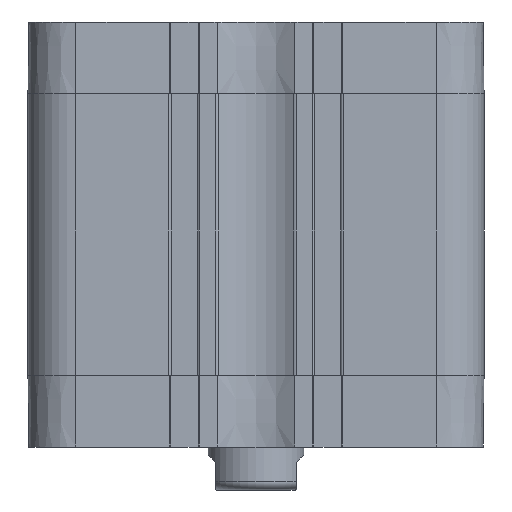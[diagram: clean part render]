
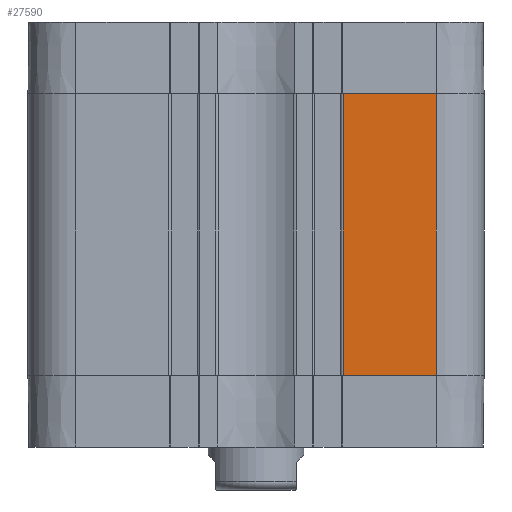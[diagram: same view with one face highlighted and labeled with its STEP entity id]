
A CAD part, front view. The second image highlights one B-rep face of the part: STEP entity #27590.
In plain terms, the highlighted planar face has unit normal (0, -1, 0).
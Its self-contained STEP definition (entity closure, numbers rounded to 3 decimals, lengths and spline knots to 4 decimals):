
#2705=LINE($,#54124,#4744);
#2758=LINE($,#54344,#4797);
#2785=LINE($,#54454,#4824);
#2787=LINE($,#54457,#4826);
#4744=VECTOR($,#32913,1.95);
#4797=VECTOR($,#33088,1.95);
#4824=VECTOR($,#33175,5.9);
#4826=VECTOR($,#33179,5.9);
#5445=PLANE($,#28848);
#7551=FACE_OUTER_BOUND($,#9295,.T.);
#9295=EDGE_LOOP($,(#25518,#25519,#25520,#25521));
#13532=VERTEX_POINT($,#54121);
#13533=VERTEX_POINT($,#54123);
#13638=VERTEX_POINT($,#54341);
#13639=VERTEX_POINT($,#54343);
#17498=EDGE_CURVE($,#13532,#13533,#2705,.T.);
#17609=EDGE_CURVE($,#13639,#13638,#2758,.T.);
#17665=EDGE_CURVE($,#13533,#13638,#2785,.T.);
#17667=EDGE_CURVE($,#13532,#13639,#2787,.T.);
#25518=ORIENTED_EDGE($,*,*,#17665,.F.);
#25519=ORIENTED_EDGE($,*,*,#17498,.F.);
#25520=ORIENTED_EDGE($,*,*,#17667,.T.);
#25521=ORIENTED_EDGE($,*,*,#17609,.T.);
#27590=ADVANCED_FACE($,(#7551),#5445,.T.);
#28848=AXIS2_PLACEMENT_3D($,#54456,#33177,#33178);
#32913=DIRECTION($,(-1.,0.,0.));
#33088=DIRECTION($,(-1.,0.,0.));
#33175=DIRECTION($,(0.,0.,1.));
#33177=DIRECTION('center_axis',(0.,-1.,0.));
#33178=DIRECTION('ref_axis',(0.,0.,-1.));
#33179=DIRECTION($,(0.,0.,1.));
#54121=CARTESIAN_POINT('',(3.775,-4.775,-5.7));
#54123=CARTESIAN_POINT('',(1.825,-4.775,-5.7));
#54124=CARTESIAN_POINT($,(3.775,-4.775,-5.7));
#54341=CARTESIAN_POINT('',(1.825,-4.775,0.2));
#54343=CARTESIAN_POINT('',(3.775,-4.775,0.2));
#54344=CARTESIAN_POINT($,(3.775,-4.775,0.2));
#54454=CARTESIAN_POINT($,(1.825,-4.775,-5.7));
#54456=CARTESIAN_POINT('Origin',(3.775,-4.775,-5.7));
#54457=CARTESIAN_POINT($,(3.775,-4.775,-5.7));
